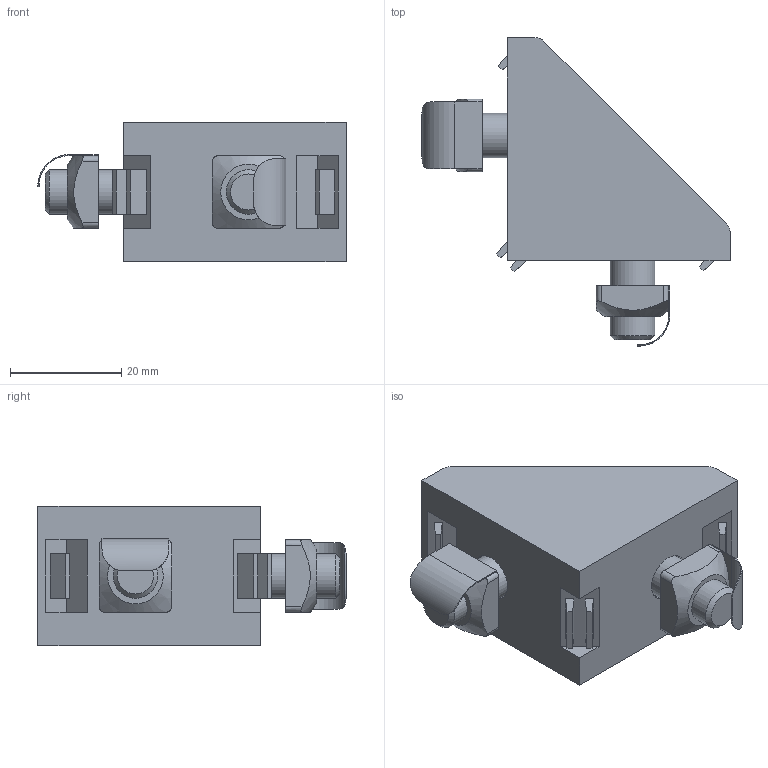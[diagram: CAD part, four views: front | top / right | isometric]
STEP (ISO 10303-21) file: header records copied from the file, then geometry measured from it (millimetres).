
FILE_DESCRIPTION(/* description */ ('Montagewinkel 25 GD-Z'),/* implementation_level */ '2;1');
FILE_NAME(/* name */ 'ZEI_CAD_210969-7-REV00_#SALL_#AIN_#V1.step',/* time_stamp */ '2022-10-10T06:55:38+02:00',/* author */ ('MiniTec'),/* organization */ ('MiniTec GmbH & Co.KG'),/* preprocessor_version */ 'ST-DEVELOPER v18.1',/* originating_system */ 'Autodesk Inventor 2021',/* authorisation */ '');
FILE_SCHEMA (('CONFIG_CONTROL_DESIGN'));
Length unit declared in the file: millimetre
Products named in the file (4): leer; 21-0969-1FZ.001; leer_1; 21-1351-2FZ.005
Assembly tree (5 placements, depth 2):
  leer
    21-0969-1FZ.001
    leer_1  x2
    21-1351-2FZ.005  x2
Bounding box: 55.31 x 55.31 x 25 mm (x, y, z)
Volume: 18365 mm3; surface area: 11498.4 mm2
Topology: 5 solids, 5 shells, 147 faces, 393 edges, 264 vertices
Faces by surface type: plane 96, cylinder 41, cone 6, torus 4
Full cylindrical faces by diameter (mm): 8 x4, 8.5 x2, 13 x2
Entity records: 3734 total; most frequent: CARTESIAN_POINT 735, ORIENTED_EDGE 598, DIRECTION 583, EDGE_CURVE 299, LINE 211, VECTOR 211, VERTEX_POINT 201, AXIS2_PLACEMENT_3D 186
